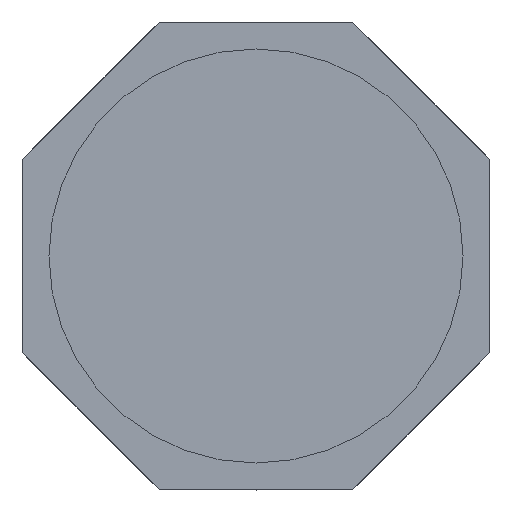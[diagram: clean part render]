
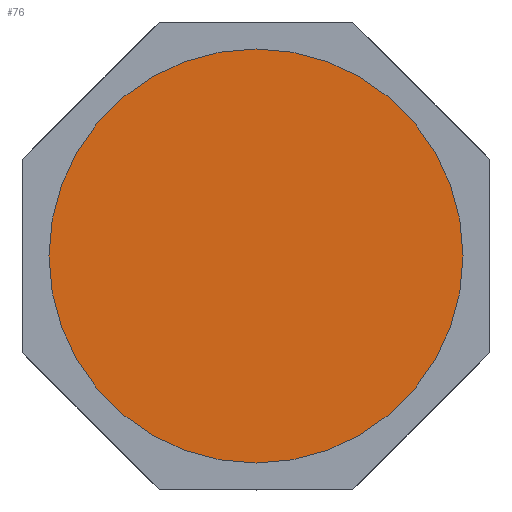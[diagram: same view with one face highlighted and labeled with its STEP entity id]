
A CAD part, front view. The second image highlights one B-rep face of the part: STEP entity #76.
In plain terms, the highlighted planar face has unit normal (0, -1, 0).
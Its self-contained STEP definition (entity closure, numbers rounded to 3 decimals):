
#76 = ADVANCED_FACE( '', ( #161 ), #162, .T. );
#161 = FACE_OUTER_BOUND( '', #246, .T. );
#162 = PLANE( '', #247 );
#246 = EDGE_LOOP( '', ( #387 ) );
#247 = AXIS2_PLACEMENT_3D( '', #388, #389, #390 );
#387 = ORIENTED_EDGE( '', *, *, #475, .F. );
#388 = CARTESIAN_POINT( '', ( 0., 60., 0. ) );
#389 = DIRECTION( '', ( 0., -1., 0. ) );
#390 = DIRECTION( '', ( 1., 0., 0. ) );
#475 = EDGE_CURVE( '', #558, #558, #559, .F. );
#558 = VERTEX_POINT( '', #763 );
#559 = CIRCLE( '', #764, 42.5 );
#763 = CARTESIAN_POINT( '', ( 42.5, 60., 0. ) );
#764 = AXIS2_PLACEMENT_3D( '', #822, #823, #824 );
#822 = CARTESIAN_POINT( '', ( 0., 60., 0. ) );
#823 = DIRECTION( '', ( 0., -1., 0. ) );
#824 = DIRECTION( '', ( 1., 0., 0. ) );
